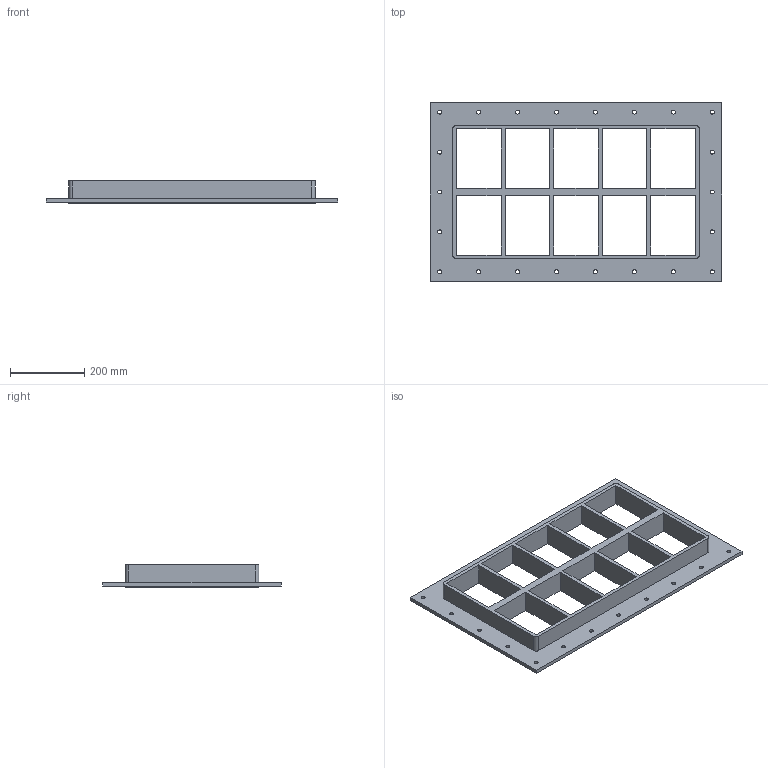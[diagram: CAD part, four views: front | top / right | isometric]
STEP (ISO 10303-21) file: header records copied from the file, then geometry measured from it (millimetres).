
FILE_DESCRIPTION((''),'2;1');
FILE_NAME('SFHM4+4X5.stp','2017-01-17T17:23:36',(''),(''),'Autodesk Inventor 2013','Autodesk Inventor 2013','');
FILE_SCHEMA(('AUTOMOTIVE_DESIGN { 1 0 10303 214 1 1 1 1 }'));
Length unit declared in the file: millimetre
Products named in the file (1): RTD-FRAME GENERATOR SF-LABB
Bounding box: 782.5 x 479 x 60 mm (x, y, z)
Volume: 4084858.1 mm3; surface area: 831208.7 mm2
Topology: 1 solids, 1 shells, 86 faces, 268 edges, 186 vertices
Faces by surface type: plane 56, cylinder 30
Full cylindrical faces by diameter (mm): 10.5 x22
Entity records: 2854 total; most frequent: CARTESIAN_POINT 475, DIRECTION 458, ORIENTED_EDGE 448, EDGE_CURVE 224, EDGE_LOOP 174, VERTEX_POINT 164, VECTOR 164, LINE 164
